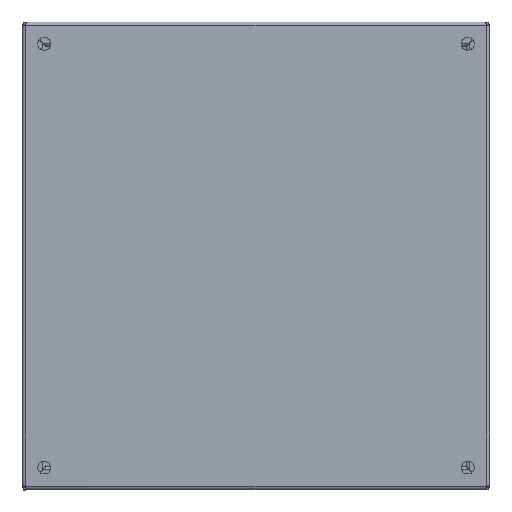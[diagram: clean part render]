
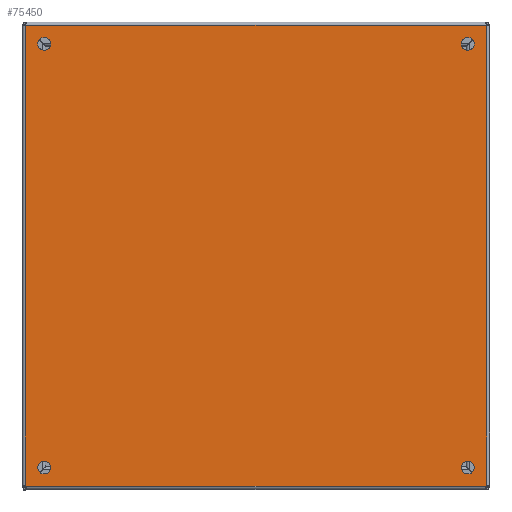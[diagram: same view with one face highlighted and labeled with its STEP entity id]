
A CAD part, top view. The second image highlights one B-rep face of the part: STEP entity #75450.
In plain terms, the highlighted planar face has unit normal (0, 0, 1).
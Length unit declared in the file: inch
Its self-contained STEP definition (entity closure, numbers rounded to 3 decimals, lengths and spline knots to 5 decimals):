
#491 = CARTESIAN_POINT ( 'NONE',  ( 15.125, 0.625, 10.9175 ) ) ;
#665 = DIRECTION ( 'NONE',  ( 1., 0., 0. ) ) ;
#1584 = FACE_OUTER_BOUND ( 'NONE', #80203, .T. ) ;
#2508 = CARTESIAN_POINT ( 'NONE',  ( 15.75777, -0.01975, 10.9175 ) ) ;
#3281 = CARTESIAN_POINT ( 'NONE',  ( 15.76975, 7.875, 10.9175 ) ) ;
#4122 = EDGE_LOOP ( 'NONE', ( #52254 ) ) ;
#5191 = ORIENTED_EDGE ( 'NONE', *, *, #71262, .F. ) ;
#7733 = CARTESIAN_POINT ( 'NONE',  ( 0.625, 15.125, 10.9175 ) ) ;
#8288 = VERTEX_POINT ( 'NONE', #25160 ) ;
#9322 = DIRECTION ( 'NONE',  ( 0., 0., -1. ) ) ;
#10424 = LINE ( 'NONE', #71017, #12448 ) ;
#10771 = AXIS2_PLACEMENT_3D ( 'NONE', #34639, #47357, #36233 ) ;
#11593 = CARTESIAN_POINT ( 'NONE',  ( 0.40625, 0.625, 10.9175 ) ) ;
#12448 = VECTOR ( 'NONE', #26989, 39.37008 ) ;
#12893 = CIRCLE ( 'NONE', #55407, 0.07 ) ;
#13179 = ORIENTED_EDGE ( 'NONE', *, *, #64614, .F. ) ;
#13306 = VERTEX_POINT ( 'NONE', #71707 ) ;
#13891 = VERTEX_POINT ( 'NONE', #22769 ) ;
#14086 = CIRCLE ( 'NONE', #24599, 0.21875 ) ;
#15706 = DIRECTION ( 'NONE',  ( -1., 0., 0. ) ) ;
#16097 = CARTESIAN_POINT ( 'NONE',  ( -0.06289, 15.81289, 10.9175 ) ) ;
#17060 = DIRECTION ( 'NONE',  ( 0., 1., 0. ) ) ;
#17144 = CARTESIAN_POINT ( 'NONE',  ( -0.00777, -0.01975, 10.9175 ) ) ;
#17374 = ORIENTED_EDGE ( 'NONE', *, *, #59509, .T. ) ;
#17708 = ORIENTED_EDGE ( 'NONE', *, *, #72485, .F. ) ;
#18123 = LINE ( 'NONE', #3281, #57744 ) ;
#18317 = CARTESIAN_POINT ( 'NONE',  ( 15.76975, 15.75777, 10.9175 ) ) ;
#21777 = AXIS2_PLACEMENT_3D ( 'NONE', #27254, #71277, #665 ) ;
#22255 = AXIS2_PLACEMENT_3D ( 'NONE', #491, #32075, #44797 ) ;
#22493 = VERTEX_POINT ( 'NONE', #11593 ) ;
#22598 = DIRECTION ( 'NONE',  ( -1., 0., 0. ) ) ;
#22769 = CARTESIAN_POINT ( 'NONE',  ( 0.40625, 15.125, 10.9175 ) ) ;
#23261 = CIRCLE ( 'NONE', #46161, 0.21875 ) ;
#23292 = ORIENTED_EDGE ( 'NONE', *, *, #56357, .F. ) ;
#23928 = EDGE_CURVE ( 'NONE', #13891, #13891, #23261, .T. ) ;
#24364 = DIRECTION ( 'NONE',  ( 1., 0., 0. ) ) ;
#24599 = AXIS2_PLACEMENT_3D ( 'NONE', #63299, #51124, #25325 ) ;
#25160 = CARTESIAN_POINT ( 'NONE',  ( -0.01975, -0.00777, 10.9175 ) ) ;
#25325 = DIRECTION ( 'NONE',  ( -1., 0., 0. ) ) ;
#26582 = DIRECTION ( 'NONE',  ( 0., 0., 1. ) ) ;
#26989 = DIRECTION ( 'NONE',  ( -1., 0., 0. ) ) ;
#27254 = CARTESIAN_POINT ( 'NONE',  ( 15.81289, 15.81289, 10.9175 ) ) ;
#27441 = LINE ( 'NONE', #66636, #52153 ) ;
#27458 = CARTESIAN_POINT ( 'NONE',  ( 15.75777, 15.76975, 10.9175 ) ) ;
#29036 = DIRECTION ( 'NONE',  ( 0., -1., 0. ) ) ;
#30264 = VERTEX_POINT ( 'NONE', #17144 ) ;
#30704 = EDGE_CURVE ( 'NONE', #41697, #30264, #10424, .T. ) ;
#31844 = CARTESIAN_POINT ( 'NONE',  ( -0.06289, -0.06289, 10.9175 ) ) ;
#32075 = DIRECTION ( 'NONE',  ( 0., 0., 1. ) ) ;
#32378 = VECTOR ( 'NONE', #61261, 39.37008 ) ;
#34639 = CARTESIAN_POINT ( 'NONE',  ( 15.81289, -0.06289, 10.9175 ) ) ;
#36199 = FACE_BOUND ( 'NONE', #58734, .T. ) ;
#36233 = DIRECTION ( 'NONE',  ( 1., 0., 0. ) ) ;
#37104 = DIRECTION ( 'NONE',  ( 0., 0., -1. ) ) ;
#38614 = CARTESIAN_POINT ( 'NONE',  ( -0.00777, 15.76975, 10.9175 ) ) ;
#39344 = EDGE_LOOP ( 'NONE', ( #79204 ) ) ;
#39424 = CIRCLE ( 'NONE', #21777, 0.07 ) ;
#41167 = CARTESIAN_POINT ( 'NONE',  ( 0.625, 0.625, 10.9175 ) ) ;
#41697 = VERTEX_POINT ( 'NONE', #2508 ) ;
#41723 = CIRCLE ( 'NONE', #76722, 0.21875 ) ;
#42194 = ORIENTED_EDGE ( 'NONE', *, *, #30704, .F. ) ;
#42900 = ORIENTED_EDGE ( 'NONE', *, *, #57304, .T. ) ;
#44128 = ORIENTED_EDGE ( 'NONE', *, *, #76923, .F. ) ;
#44797 = DIRECTION ( 'NONE',  ( -1., 0., 0. ) ) ;
#45443 = CARTESIAN_POINT ( 'NONE',  ( -0.01975, 15.75777, 10.9175 ) ) ;
#46161 = AXIS2_PLACEMENT_3D ( 'NONE', #7733, #26582, #70872 ) ;
#46865 = ORIENTED_EDGE ( 'NONE', *, *, #72867, .T. ) ;
#47350 = DIRECTION ( 'NONE',  ( 1., 0., 0. ) ) ;
#47357 = DIRECTION ( 'NONE',  ( 0., 0., -1. ) ) ;
#47904 = AXIS2_PLACEMENT_3D ( 'NONE', #66140, #9322, #22598 ) ;
#51124 = DIRECTION ( 'NONE',  ( 0., 0., 1. ) ) ;
#52153 = VECTOR ( 'NONE', #17060, 39.37008 ) ;
#52254 = ORIENTED_EDGE ( 'NONE', *, *, #58874, .F. ) ;
#53088 = FACE_BOUND ( 'NONE', #4122, .T. ) ;
#54794 = DIRECTION ( 'NONE',  ( 0., 0., -1. ) ) ;
#55407 = AXIS2_PLACEMENT_3D ( 'NONE', #31844, #37104, #24364 ) ;
#55444 = CARTESIAN_POINT ( 'NONE',  ( 7.875, 15.76975, 10.9175 ) ) ;
#56357 = EDGE_CURVE ( 'NONE', #57853, #58329, #66082, .T. ) ;
#57028 = FACE_BOUND ( 'NONE', #75401, .T. ) ;
#57304 = EDGE_CURVE ( 'NONE', #57853, #62900, #60708, .T. ) ;
#57744 = VECTOR ( 'NONE', #29036, 39.37008 ) ;
#57853 = VERTEX_POINT ( 'NONE', #38614 ) ;
#58116 = ORIENTED_EDGE ( 'NONE', *, *, #76207, .T. ) ;
#58329 = VERTEX_POINT ( 'NONE', #27458 ) ;
#58734 = EDGE_LOOP ( 'NONE', ( #17708 ) ) ;
#58874 = EDGE_CURVE ( 'NONE', #70211, #70211, #62384, .T. ) ;
#59509 = EDGE_CURVE ( 'NONE', #72779, #58329, #39424, .T. ) ;
#59689 = DIRECTION ( 'NONE',  ( 0., 0., 1. ) ) ;
#60530 = PLANE ( 'NONE',  #47904 ) ;
#60708 = CIRCLE ( 'NONE', #70458, 0.07 ) ;
#61261 = DIRECTION ( 'NONE',  ( 1., 0., 0. ) ) ;
#62384 = CIRCLE ( 'NONE', #22255, 0.21875 ) ;
#62900 = VERTEX_POINT ( 'NONE', #45443 ) ;
#63299 = CARTESIAN_POINT ( 'NONE',  ( 15.125, 15.125, 10.9175 ) ) ;
#64614 = EDGE_CURVE ( 'NONE', #72779, #13306, #18123, .T. ) ;
#65144 = VERTEX_POINT ( 'NONE', #74795 ) ;
#66082 = LINE ( 'NONE', #55444, #32378 ) ;
#66140 = CARTESIAN_POINT ( 'NONE',  ( 7.875, 7.875, 10.9175 ) ) ;
#66636 = CARTESIAN_POINT ( 'NONE',  ( -0.01975, 7.875, 10.9175 ) ) ;
#69920 = FACE_BOUND ( 'NONE', #39344, .T. ) ;
#70211 = VERTEX_POINT ( 'NONE', #73123 ) ;
#70458 = AXIS2_PLACEMENT_3D ( 'NONE', #16097, #54794, #47350 ) ;
#70872 = DIRECTION ( 'NONE',  ( -1., 0., 0. ) ) ;
#71017 = CARTESIAN_POINT ( 'NONE',  ( 7.875, -0.01975, 10.9175 ) ) ;
#71262 = EDGE_CURVE ( 'NONE', #8288, #62900, #27441, .T. ) ;
#71277 = DIRECTION ( 'NONE',  ( 0., 0., -1. ) ) ;
#71707 = CARTESIAN_POINT ( 'NONE',  ( 15.76975, -0.00777, 10.9175 ) ) ;
#72485 = EDGE_CURVE ( 'NONE', #65144, #65144, #14086, .T. ) ;
#72779 = VERTEX_POINT ( 'NONE', #18317 ) ;
#72867 = EDGE_CURVE ( 'NONE', #8288, #30264, #12893, .T. ) ;
#73123 = CARTESIAN_POINT ( 'NONE',  ( 14.90625, 0.625, 10.9175 ) ) ;
#74763 = CIRCLE ( 'NONE', #10771, 0.07 ) ;
#74795 = CARTESIAN_POINT ( 'NONE',  ( 14.90625, 15.125, 10.9175 ) ) ;
#75401 = EDGE_LOOP ( 'NONE', ( #44128 ) ) ;
#75450 = ADVANCED_FACE ( 'NONE', ( #69920, #36199, #57028, #53088, #1584 ), #60530, .F. ) ;
#76207 = EDGE_CURVE ( 'NONE', #41697, #13306, #74763, .T. ) ;
#76722 = AXIS2_PLACEMENT_3D ( 'NONE', #41167, #59689, #15706 ) ;
#76923 = EDGE_CURVE ( 'NONE', #22493, #22493, #41723, .T. ) ;
#79204 = ORIENTED_EDGE ( 'NONE', *, *, #23928, .F. ) ;
#80203 = EDGE_LOOP ( 'NONE', ( #58116, #13179, #17374, #23292, #42900, #5191, #46865, #42194 ) ) ;
